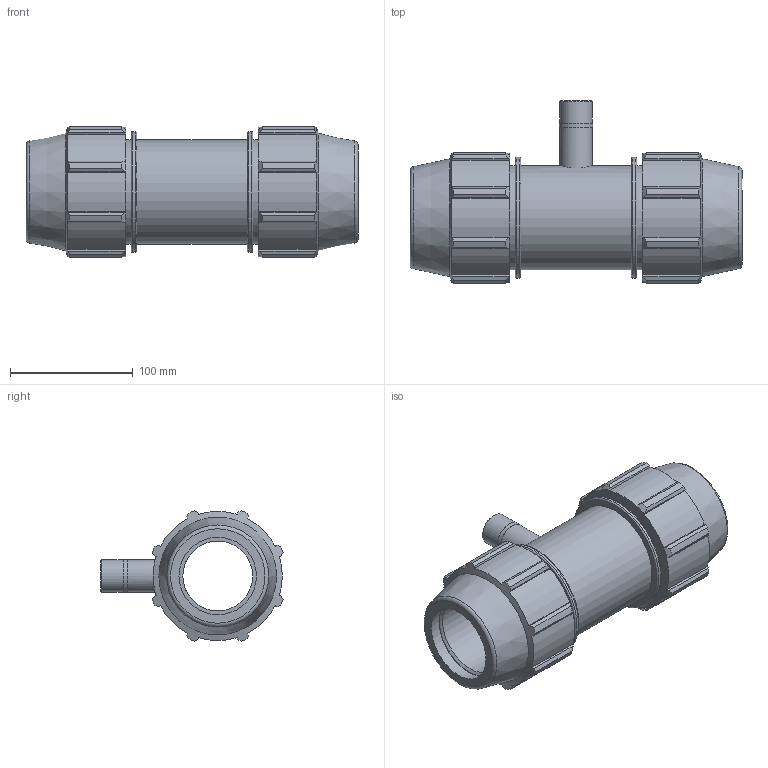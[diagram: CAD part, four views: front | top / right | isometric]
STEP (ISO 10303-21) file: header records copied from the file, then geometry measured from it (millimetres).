
FILE_DESCRIPTION(/* description */ ('PLASSON COUPLER WITH RISER 63-3/4"'),/* implementation_level */ '2;1');
FILE_NAME(/* name */ '078100063007_188100063007_0781060630070A.ipt.stp',/* time_stamp */ '2017-06-06T17:17:15+03:00',/* author */ ('Кирилл'),/* organization */ (''),/* preprocessor_version */ 'ST-DEVELOPER v15.6',/* originating_system */ 'Autodesk Inventor 2015',/* authorisation */ '');
FILE_SCHEMA (('AUTOMOTIVE_DESIGN { 1 0 10303 214 3 1 1 }'));
Length unit declared in the file: millimetre
Products named in the file (1): 078100063007_188100063007_0781060630070A
Bounding box: 270 x 148.16 x 106.32 mm (x, y, z)
Volume: 1084996.1 mm3; surface area: 166116.6 mm2
Topology: 1 solids, 1 shells, 154 faces, 412 edges, 271 vertices
Faces by surface type: plane 79, cylinder 44, cone 25, torus 6
Full cylindrical faces by diameter (mm): 18.509 x1, 26.441 x2, 26.97 x1, 56.7 x1, 63 x2, 84.75 x3, 98.31 x2
Entity records: 4807 total; most frequent: CARTESIAN_POINT 999, ORIENTED_EDGE 754, DIRECTION 740, EDGE_CURVE 377, AXIS2_PLACEMENT_3D 274, VERTEX_POINT 265, EDGE_LOOP 198, LINE 192
